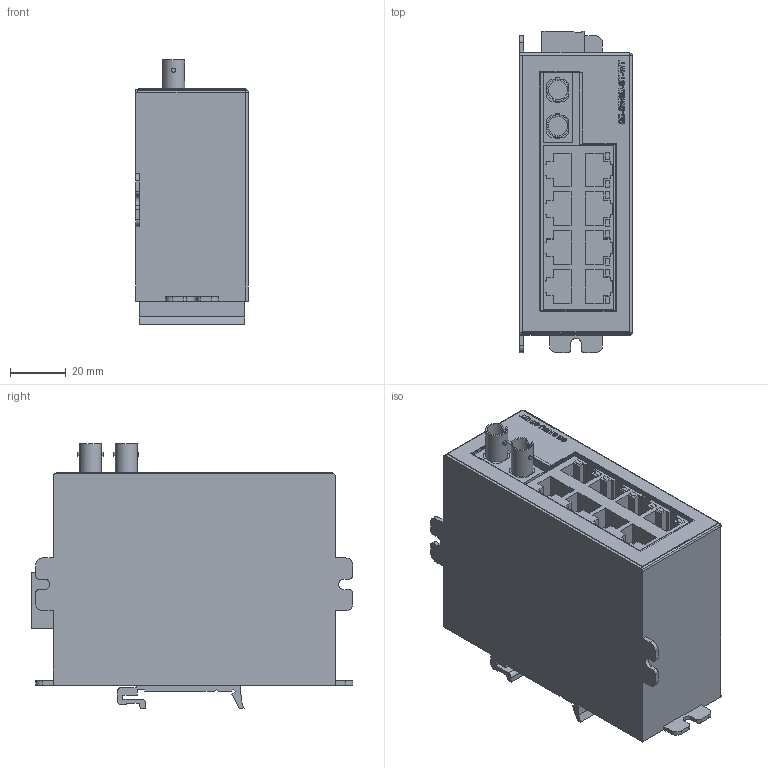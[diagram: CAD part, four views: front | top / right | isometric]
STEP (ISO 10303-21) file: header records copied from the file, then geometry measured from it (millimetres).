
FILE_DESCRIPTION (( 'STEP AP214' ), '1' );
FILE_NAME ('SE-SW9U-ST-WT.STEP', '2012-03-06T18:18:38', ( ' ' ), ( ' ' ), 'SwSTEP 2.0', 'SolidWorks 2011', '' );
FILE_SCHEMA (( 'AUTOMOTIVE_DESIGN' ));
Length unit declared in the file: millimetre
Products named in the file (1): SE-SW9U-ST-WT
Bounding box: 40.6 x 115.89 x 95.38 mm (x, y, z)
Volume: 36496 mm3; surface area: 78332.5 mm2
Topology: 38 solids, 38 shells, 558 faces, 1388 edges, 922 vertices
Faces by surface type: plane 447, bspline 63, cylinder 46, sphere 2
Full cylindrical faces by diameter (mm): 1.5 x4, 3.81 x8, 6.94 x2, 7.94 x2
Entity records: 24230 total; most frequent: CARTESIAN_POINT 6778, ORIENTED_EDGE 2732, DIRECTION 2320, EDGE_CURVE 1366, VECTOR 1136, LINE 1136, VERTEX_POINT 918, EDGE_LOOP 602
